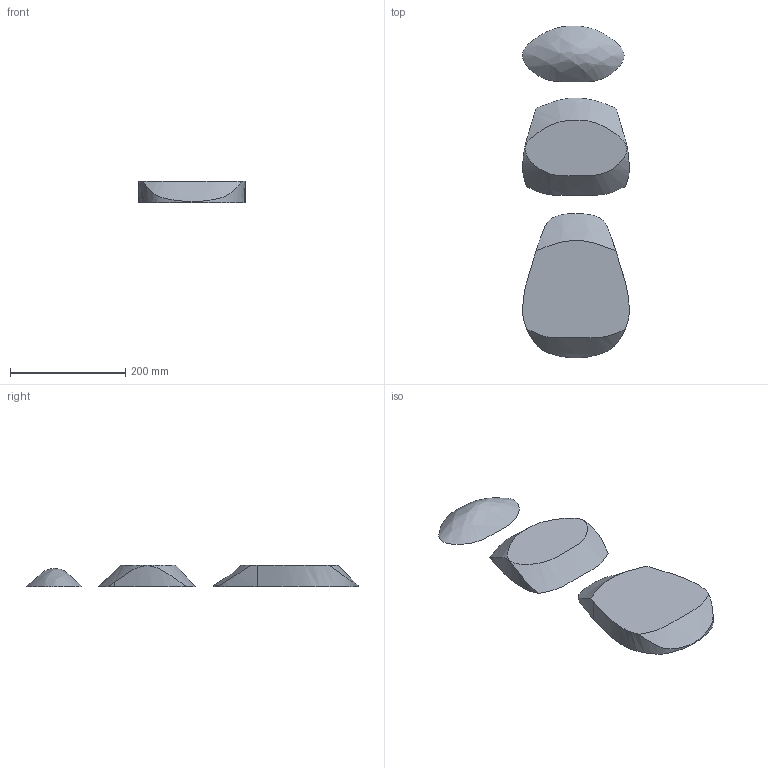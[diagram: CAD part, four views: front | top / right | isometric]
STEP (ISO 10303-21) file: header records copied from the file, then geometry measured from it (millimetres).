
FILE_DESCRIPTION(/* description */ (''),/* implementation_level */ '2;1');
FILE_NAME(/* name */ 'chair-mold-sections',/* time_stamp */ '2017-05-29T19:54:54+02:00',/* author */ (''),/* organization */ (''),/* preprocessor_version */ 'ST-DEVELOPER v15',/* originating_system */ '',/* authorisation */ '');
FILE_SCHEMA (('AUTOMOTIVE_DESIGN'));
Length unit declared in the file: millimetre
Products named in the file (1): Document
Bounding box: 184.93 x 575.34 x 36.77 mm (x, y, z)
Volume: 2124652.7 mm3; surface area: 186178.8 mm2
Topology: 3 solids, 3 shells, 17 faces, 32 edges, 22 vertices
Faces by surface type: bspline 17
Entity records: 7343 total; most frequent: CARTESIAN_POINT 6868, B_SPLINE_CURVE_WITH_KNOTS 96, ORIENTED_EDGE 64, PCURVE 64, DEFINITIONAL_REPRESENTATION 64, SURFACE_CURVE 32, EDGE_CURVE 32, VERTEX_POINT 22
